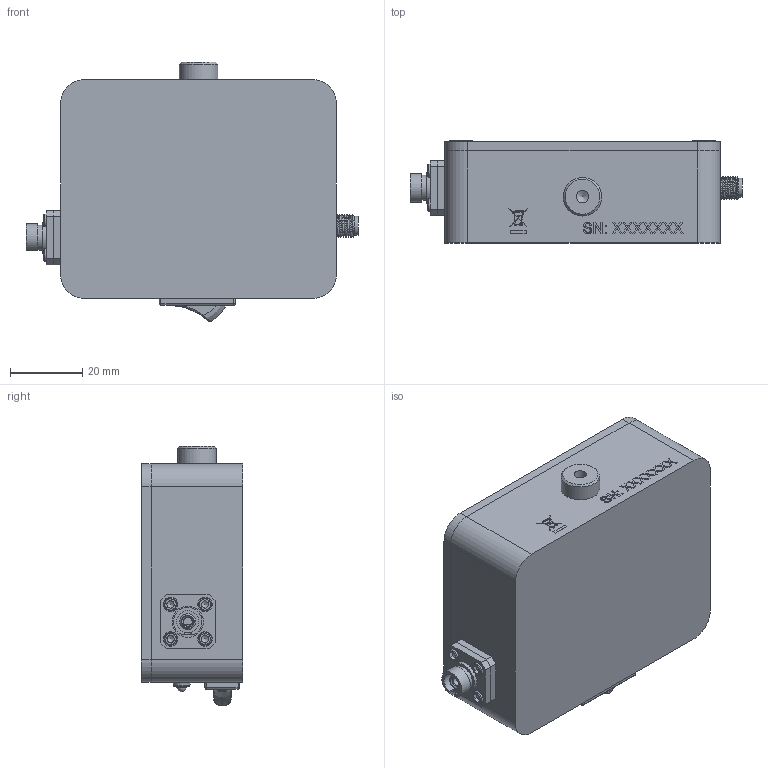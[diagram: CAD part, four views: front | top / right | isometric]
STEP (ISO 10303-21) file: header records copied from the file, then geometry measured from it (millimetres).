
FILE_DESCRIPTION (( 'STEP AP214' ), '1' );
FILE_NAME ('PDA8GS.STEP', '2018-12-20T22:46:03', ( '' ), ( '' ), 'SwSTEP 2.0', 'SolidWorks 2018', '' );
FILE_SCHEMA (( 'AUTOMOTIVE_DESIGN' ));
Length unit declared in the file: inch
Products named in the file (1): PDA8GS
Bounding box: 91.81 x 28.14 x 71.75 mm (x, y, z)
Surface area: 44866.6 mm2 (no closed solid volume)
Topology: 0 solids, 28 shells, 1722 faces, 4432 edges, 2898 vertices
Faces by surface type: plane 1079, bspline 368, cylinder 193, cone 62, torus 14, sphere 6
Full cylindrical faces by diameter (mm): 0.635 x1, 0.94 x1, 1.143 x1, 1.27 x2, 1.575 x2, 1.778 x8, 1.93 x1, 2.184 x7, 2.222 x3, 2.223 x3, 2.261 x7, 2.286 x2, 2.54 x1, 2.565 x2, 2.667 x1, 2.845 x4, 2.997 x4, 3.175 x4, 3.251 x2, 3.454 x1, 3.556 x7, 3.988 x4, 4.064 x3, 4.191 x1, 4.369 x2, 4.445 x2, 4.47 x1, 4.572 x5, 4.597 x1, 5.08 x4
Entity records: 90770 total; most frequent: CARTESIAN_POINT 29928, ORIENTED_EDGE 8280, DIRECTION 6567, EDGE_CURVE 4151, LINE 2903, VECTOR 2903, VERTEX_POINT 2816, EDGE_LOOP 2106
